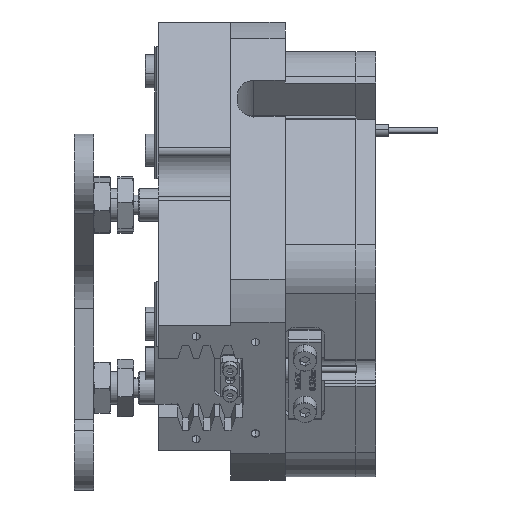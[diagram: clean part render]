
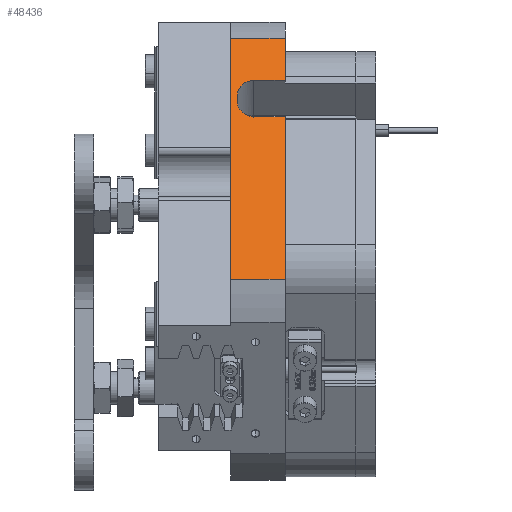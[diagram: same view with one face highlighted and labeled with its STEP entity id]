
A CAD part, left-side view. The second image highlights one B-rep face of the part: STEP entity #48436.
In plain terms, the highlighted planar face has unit normal (-0.866, 0, 0.5).
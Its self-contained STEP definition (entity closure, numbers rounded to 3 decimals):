
#1750 = EDGE_CURVE ( 'NONE', #25842, #40613, #41645, .T. ) ;
#2007 = LINE ( 'NONE', #14648, #53994 ) ;
#2055 = ORIENTED_EDGE ( 'NONE', *, *, #21356, .F. ) ;
#2602 = CARTESIAN_POINT ( 'NONE',  ( 0., -388.642, 130. ) ) ;
#3592 = ORIENTED_EDGE ( 'NONE', *, *, #22076, .F. ) ;
#6631 = LINE ( 'NONE', #43079, #56427 ) ;
#7026 = VECTOR ( 'NONE', #17778, 1000. ) ;
#7146 = PLANE ( 'NONE',  #55456 ) ;
#7217 = CARTESIAN_POINT ( 'NONE',  ( -48.886, 33.929, 45.327 ) ) ;
#7437 = FACE_OUTER_BOUND ( 'NONE', #34369, .T. ) ;
#8114 = ORIENTED_EDGE ( 'NONE', *, *, #44557, .T. ) ;
#8730 = LINE ( 'NONE', #47880, #19692 ) ;
#10970 = EDGE_CURVE ( 'NONE', #50872, #19661, #19417, .T. ) ;
#12041 = LINE ( 'NONE', #18799, #58923 ) ;
#13815 = DIRECTION ( 'NONE',  ( -0.5, 0., -0.866 ) ) ;
#14236 = LINE ( 'NONE', #32896, #46418 ) ;
#14648 = CARTESIAN_POINT ( 'NONE',  ( -77.394, 60., -4.05 ) ) ;
#15226 = DIRECTION ( 'NONE',  ( 0., 1., 0. ) ) ;
#16100 = CARTESIAN_POINT ( 'NONE',  ( -42.577, 33.929, 56.254 ) ) ;
#16510 = CARTESIAN_POINT ( 'NONE',  ( -43.666, 36., 54.368 ) ) ;
#17343 = ORIENTED_EDGE ( 'NONE', *, *, #32261, .F. ) ;
#17431 =( BOUNDED_CURVE ( )  B_SPLINE_CURVE ( 3, ( #35553, #16510, #16100, #53759 ),
 .UNSPECIFIED., .F., .F. ) 
 B_SPLINE_CURVE_WITH_KNOTS ( ( 4, 4 ),
 ( 1.571, 3.142 ),
 .UNSPECIFIED. ) 
 CURVE ( )  GEOMETRIC_REPRESENTATION_ITEM ( )  RATIONAL_B_SPLINE_CURVE ( ( 1., 0.805, 0.805, 1. ) ) 
 REPRESENTATION_ITEM ( '' )  );
#17778 = DIRECTION ( 'NONE',  ( 0., 1., 0. ) ) ;
#18306 = CARTESIAN_POINT ( 'NONE',  ( 0., 21.5, 130. ) ) ;
#18363 = ORIENTED_EDGE ( 'NONE', *, *, #1750, .F. ) ;
#18799 = CARTESIAN_POINT ( 'NONE',  ( 0., 21.5, 130. ) ) ;
#19417 = LINE ( 'NONE', #46030, #7026 ) ;
#19661 = VERTEX_POINT ( 'NONE', #55091 ) ;
#19692 = VECTOR ( 'NONE', #43768, 1000. ) ;
#20427 = CARTESIAN_POINT ( 'NONE',  ( -48.886, 21.5, 45.327 ) ) ;
#21356 = EDGE_CURVE ( 'NONE', #48921, #36865, #47910, .T. ) ;
#22076 = EDGE_CURVE ( 'NONE', #25826, #36023, #14236, .T. ) ;
#25614 = ORIENTED_EDGE ( 'NONE', *, *, #44729, .F. ) ;
#25826 = VERTEX_POINT ( 'NONE', #39315 ) ;
#25842 = VERTEX_POINT ( 'NONE', #20427 ) ;
#26393 = CARTESIAN_POINT ( 'NONE',  ( -48.886, 31., 45.327 ) ) ;
#27978 = VERTEX_POINT ( 'NONE', #36100 ) ;
#28881 = ORIENTED_EDGE ( 'NONE', *, *, #53410, .F. ) ;
#29222 = VECTOR ( 'NONE', #13815, 1000. ) ;
#31350 = CARTESIAN_POINT ( 'NONE',  ( -47.797, 36., 47.213 ) ) ;
#32261 = EDGE_CURVE ( 'NONE', #27978, #25842, #6631, .T. ) ;
#32896 = CARTESIAN_POINT ( 'NONE',  ( 0., 36., 130. ) ) ;
#33722 = DIRECTION ( 'NONE',  ( 0., -1., 0. ) ) ;
#34369 = EDGE_LOOP ( 'NONE', ( #2055, #25614, #44267, #28881, #38469, #18363, #17343, #8114, #3592, #36148 ) ) ;
#34847 = CARTESIAN_POINT ( 'NONE',  ( -35.189, 21.5, 69.05 ) ) ;
#35553 = CARTESIAN_POINT ( 'NONE',  ( -45.206, 36., 51.701 ) ) ;
#35761 = EDGE_CURVE ( 'NONE', #25826, #36865, #17431, .T. ) ;
#36023 = VERTEX_POINT ( 'NONE', #41819 ) ;
#36100 = CARTESIAN_POINT ( 'NONE',  ( -48.886, 31., 45.327 ) ) ;
#36148 = ORIENTED_EDGE ( 'NONE', *, *, #35761, .T. ) ;
#36865 = VERTEX_POINT ( 'NONE', #40842 ) ;
#38167 = CARTESIAN_POINT ( 'NONE',  ( -42.577, -388.642, 56.254 ) ) ;
#38469 = ORIENTED_EDGE ( 'NONE', *, *, #43205, .T. ) ;
#39315 = CARTESIAN_POINT ( 'NONE',  ( -45.206, 36., 51.701 ) ) ;
#39400 = DIRECTION ( 'NONE',  ( 0., -1., 0. ) ) ;
#39472 = DIRECTION ( 'NONE',  ( 0.5, 0., 0.866 ) ) ;
#40529 = CARTESIAN_POINT ( 'NONE',  ( -46.257, 36., 49.88 ) ) ;
#40613 = VERTEX_POINT ( 'NONE', #46190 ) ;
#40802 = CARTESIAN_POINT ( 'NONE',  ( -42.577, 21.5, 56.254 ) ) ;
#40842 = CARTESIAN_POINT ( 'NONE',  ( -42.577, 31., 56.254 ) ) ;
#41645 = LINE ( 'NONE', #18306, #29222 ) ;
#41819 = CARTESIAN_POINT ( 'NONE',  ( -46.257, 36., 49.88 ) ) ;
#43079 = CARTESIAN_POINT ( 'NONE',  ( -48.886, -388.642, 45.327 ) ) ;
#43205 = EDGE_CURVE ( 'NONE', #56105, #40613, #2007, .T. ) ;
#43768 = DIRECTION ( 'NONE',  ( 0.5, 0., 0.866 ) ) ;
#44267 = ORIENTED_EDGE ( 'NONE', *, *, #10970, .T. ) ;
#44557 = EDGE_CURVE ( 'NONE', #27978, #36023, #51959, .T. ) ;
#44729 = EDGE_CURVE ( 'NONE', #50872, #48921, #12041, .T. ) ;
#46030 = CARTESIAN_POINT ( 'NONE',  ( -35.189, 60., 69.05 ) ) ;
#46190 = CARTESIAN_POINT ( 'NONE',  ( -77.394, 21.5, -4.05 ) ) ;
#46418 = VECTOR ( 'NONE', #51277, 1000. ) ;
#47853 = CARTESIAN_POINT ( 'NONE',  ( -77.394, 38., -4.05 ) ) ;
#47880 = CARTESIAN_POINT ( 'NONE',  ( -56.292, 38., 32.5 ) ) ;
#47910 = LINE ( 'NONE', #38167, #55261 ) ;
#48436 = ADVANCED_FACE ( 'NONE', ( #7437 ), #7146, .T. ) ;
#48921 = VERTEX_POINT ( 'NONE', #40802 ) ;
#50872 = VERTEX_POINT ( 'NONE', #34847 ) ;
#51277 = DIRECTION ( 'NONE',  ( -0.5, 0., -0.866 ) ) ;
#51959 =( BOUNDED_CURVE ( )  B_SPLINE_CURVE ( 3, ( #26393, #7217, #31350, #40529 ),
 .UNSPECIFIED., .F., .F. ) 
 B_SPLINE_CURVE_WITH_KNOTS ( ( 4, 4 ),
 ( 3.142, 4.712 ),
 .UNSPECIFIED. ) 
 CURVE ( )  GEOMETRIC_REPRESENTATION_ITEM ( )  RATIONAL_B_SPLINE_CURVE ( ( 1., 0.805, 0.805, 1. ) ) 
 REPRESENTATION_ITEM ( '' )  );
#52157 = DIRECTION ( 'NONE',  ( -0.5, 0., -0.866 ) ) ;
#53410 = EDGE_CURVE ( 'NONE', #56105, #19661, #8730, .T. ) ;
#53759 = CARTESIAN_POINT ( 'NONE',  ( -42.577, 31., 56.254 ) ) ;
#53994 = VECTOR ( 'NONE', #33722, 1000. ) ;
#55091 = CARTESIAN_POINT ( 'NONE',  ( -35.189, 38., 69.05 ) ) ;
#55261 = VECTOR ( 'NONE', #15226, 1000. ) ;
#55456 = AXIS2_PLACEMENT_3D ( 'NONE', #2602, #58088, #39472 ) ;
#56105 = VERTEX_POINT ( 'NONE', #47853 ) ;
#56427 = VECTOR ( 'NONE', #39400, 1000. ) ;
#58088 = DIRECTION ( 'NONE',  ( -0.866, 0., 0.5 ) ) ;
#58923 = VECTOR ( 'NONE', #52157, 1000. ) ;
